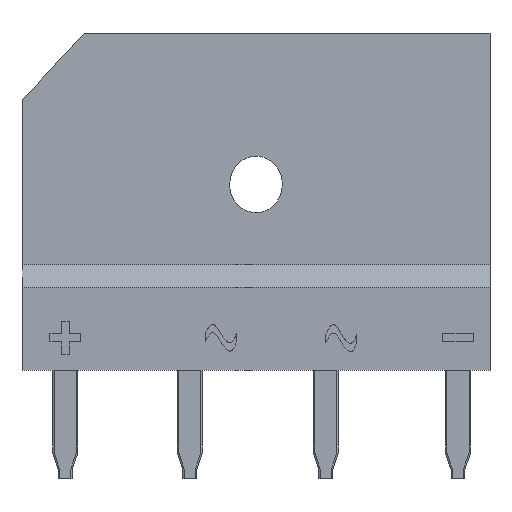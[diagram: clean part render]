
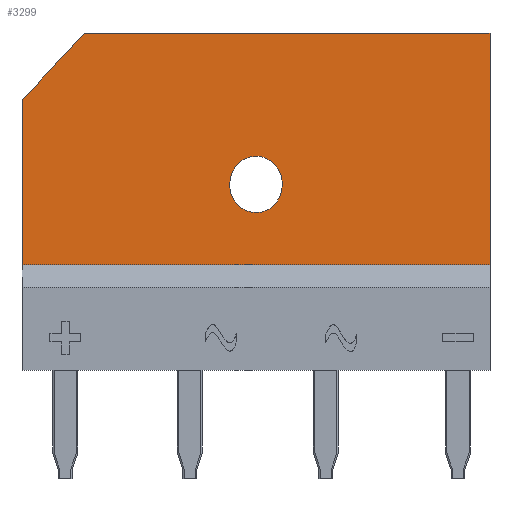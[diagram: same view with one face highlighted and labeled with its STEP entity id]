
A CAD part, front view. The second image highlights one B-rep face of the part: STEP entity #3299.
In plain terms, the highlighted free-form (B-spline) face has degree [1, 1] with [2, 2] control points.
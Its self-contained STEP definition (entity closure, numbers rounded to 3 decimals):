
#1565 = EDGE_CURVE('',#1566,#1568,#1570,.T.);
#1566 = VERTEX_POINT('',#1567);
#1567 = CARTESIAN_POINT('',(-9.919,-5.873,
    12.808));
#1568 = VERTEX_POINT('',#1569);
#1569 = CARTESIAN_POINT('',(-9.919,-5.873,
    6.368));
#1570 = B_SPLINE_CURVE_WITH_KNOTS('',1,(#1571,#1572),.UNSPECIFIED.,.F.,
  .F.,(2,2),(2.622,9.061),.PIECEWISE_BEZIER_KNOTS.);
#1571 = CARTESIAN_POINT('',(-9.919,-5.873,
    12.808));
#1572 = CARTESIAN_POINT('',(-9.919,-5.873,
    6.368));
#1814 = VERTEX_POINT('',#1815);
#1815 = CARTESIAN_POINT('',(8.398,-5.873,
    15.429));
#1820 = EDGE_CURVE('',#1814,#1821,#1823,.T.);
#1821 = VERTEX_POINT('',#1822);
#1822 = CARTESIAN_POINT('',(8.398,-5.873,
    6.368));
#1823 = B_SPLINE_CURVE_WITH_KNOTS('',1,(#1824,#1825),.UNSPECIFIED.,.F.,
  .F.,(2,2),(0.,9.061),.PIECEWISE_BEZIER_KNOTS.);
#1824 = CARTESIAN_POINT('',(8.398,-5.873,
    15.429));
#1825 = CARTESIAN_POINT('',(8.398,-5.873,
    6.368));
#3205 = EDGE_CURVE('',#1814,#3206,#3208,.T.);
#3206 = VERTEX_POINT('',#3207);
#3207 = CARTESIAN_POINT('',(-7.481,-5.873,
    15.429));
#3208 = B_SPLINE_CURVE_WITH_KNOTS('',1,(#3209,#3210),.UNSPECIFIED.,.F.,
  .F.,(2,2),(-0.,17.073),.PIECEWISE_BEZIER_KNOTS.);
#3209 = CARTESIAN_POINT('',(8.398,-5.873,
    15.429));
#3210 = CARTESIAN_POINT('',(-7.481,-5.873,
    15.429));
#3227 = EDGE_CURVE('',#3206,#1566,#3228,.T.);
#3228 = B_SPLINE_CURVE_WITH_KNOTS('',1,(#3229,#3230),.UNSPECIFIED.,.F.,
  .F.,(2,2),(1.642,5.349),.PIECEWISE_BEZIER_KNOTS.);
#3229 = CARTESIAN_POINT('',(-7.481,-5.873,
    15.429));
#3230 = CARTESIAN_POINT('',(-9.919,-5.873,
    12.808));
#3241 = EDGE_CURVE('',#3242,#3244,#3246,.T.);
#3242 = VERTEX_POINT('',#3243);
#3243 = CARTESIAN_POINT('',(-1.788,-5.873,
    9.514));
#3244 = VERTEX_POINT('',#3245);
#3245 = CARTESIAN_POINT('',(0.267,-5.873,9.514
    ));
#3246 = ( BOUNDED_CURVE() B_SPLINE_CURVE(2,(#3247,#3248,#3249,#3250,
#3251),.UNSPECIFIED.,.F.,.F.) B_SPLINE_CURVE_WITH_KNOTS((3,2,3),(
    3.142,4.712,6.283),
.PIECEWISE_BEZIER_KNOTS.) CURVE() GEOMETRIC_REPRESENTATION_ITEM() 
RATIONAL_B_SPLINE_CURVE((1.,0.707,1.,0.707,1.)) 
REPRESENTATION_ITEM('') );
#3247 = CARTESIAN_POINT('',(-1.788,-5.873,
    9.514));
#3248 = CARTESIAN_POINT('',(-1.788,-5.873,
    10.619));
#3249 = CARTESIAN_POINT('',(-0.761,-5.873,
    10.619));
#3250 = CARTESIAN_POINT('',(0.267,-5.873,
    10.619));
#3251 = CARTESIAN_POINT('',(0.267,-5.873,
    9.514));
#3279 = EDGE_CURVE('',#3244,#3242,#3280,.T.);
#3280 = ( BOUNDED_CURVE() B_SPLINE_CURVE(2,(#3281,#3282,#3283,#3284,
#3285),.UNSPECIFIED.,.F.,.F.) B_SPLINE_CURVE_WITH_KNOTS((3,2,3),(0.,
1.571,3.142),.PIECEWISE_BEZIER_KNOTS.) CURVE() 
GEOMETRIC_REPRESENTATION_ITEM() RATIONAL_B_SPLINE_CURVE((1.,
0.707,1.,0.707,1.)) REPRESENTATION_ITEM('') );
#3281 = CARTESIAN_POINT('',(0.267,-5.873,
    9.514));
#3282 = CARTESIAN_POINT('',(0.267,-5.873,
    8.409));
#3283 = CARTESIAN_POINT('',(-0.761,-5.873,
    8.409));
#3284 = CARTESIAN_POINT('',(-1.788,-5.873,
    8.409));
#3285 = CARTESIAN_POINT('',(-1.788,-5.873,
    9.514));
#3299 = ADVANCED_FACE('',(#3300,#3311),#3315,.F.);
#3300 = FACE_BOUND('',#3301,.F.);
#3301 = EDGE_LOOP('',(#3302,#3303,#3304,#3309,#3310));
#3302 = ORIENTED_EDGE('',*,*,#3205,.F.);
#3303 = ORIENTED_EDGE('',*,*,#1820,.T.);
#3304 = ORIENTED_EDGE('',*,*,#3305,.T.);
#3305 = EDGE_CURVE('',#1821,#1568,#3306,.T.);
#3306 = B_SPLINE_CURVE_WITH_KNOTS('',1,(#3307,#3308),.UNSPECIFIED.,.F.,
  .F.,(2,2),(0.,19.695),.PIECEWISE_BEZIER_KNOTS.);
#3307 = CARTESIAN_POINT('',(8.398,-5.873,
    6.368));
#3308 = CARTESIAN_POINT('',(-9.919,-5.873,
    6.368));
#3309 = ORIENTED_EDGE('',*,*,#1565,.F.);
#3310 = ORIENTED_EDGE('',*,*,#3227,.F.);
#3311 = FACE_BOUND('',#3312,.F.);
#3312 = EDGE_LOOP('',(#3313,#3314));
#3313 = ORIENTED_EDGE('',*,*,#3241,.F.);
#3314 = ORIENTED_EDGE('',*,*,#3279,.F.);
#3315 = B_SPLINE_SURFACE_WITH_KNOTS('',1,1,(
    (#3316,#3317)
    ,(#3318,#3319
    )),.UNSPECIFIED.,.F.,.F.,.F.,(2,2),(2,2),(-9.061,0.)
  ,(-19.695,0.),.PIECEWISE_BEZIER_KNOTS.);
#3316 = CARTESIAN_POINT('',(-9.919,-5.873,
    6.368));
#3317 = CARTESIAN_POINT('',(8.398,-5.873,
    6.368));
#3318 = CARTESIAN_POINT('',(-9.919,-5.873,
    15.429));
#3319 = CARTESIAN_POINT('',(8.398,-5.873,
    15.429));
